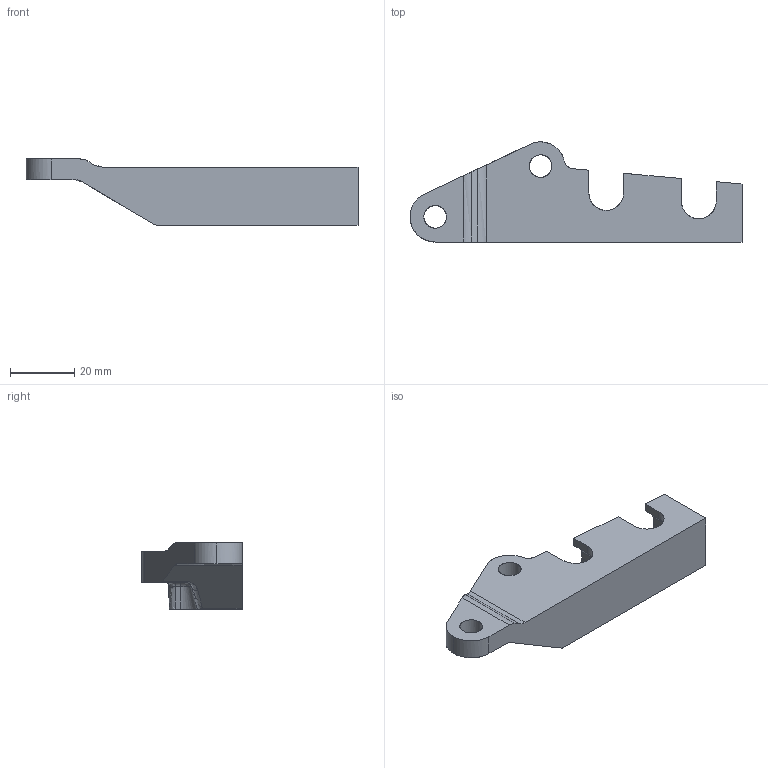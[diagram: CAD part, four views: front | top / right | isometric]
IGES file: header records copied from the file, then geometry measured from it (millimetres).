
Start section: Delcam Exchange5.8.1002
Global section: file name: PIECE MOTEUR BATEAU.igs; native system: Delcam Exchange 5.8.1002 by Delcam plc; preprocessor: Version 5.8.1002; author: NOEMIE-PC; date: 20180410.200057; units: millimetre
Bounding box: 103 x 31.08 x 20.5 mm (x, y, z)
Surface area: 8932.5 mm2 (no closed solid volume)
Topology: 0 solids, 0 shells, 104 faces, 2476 edges, 2475 vertices
Faces by surface type: bspline 104
